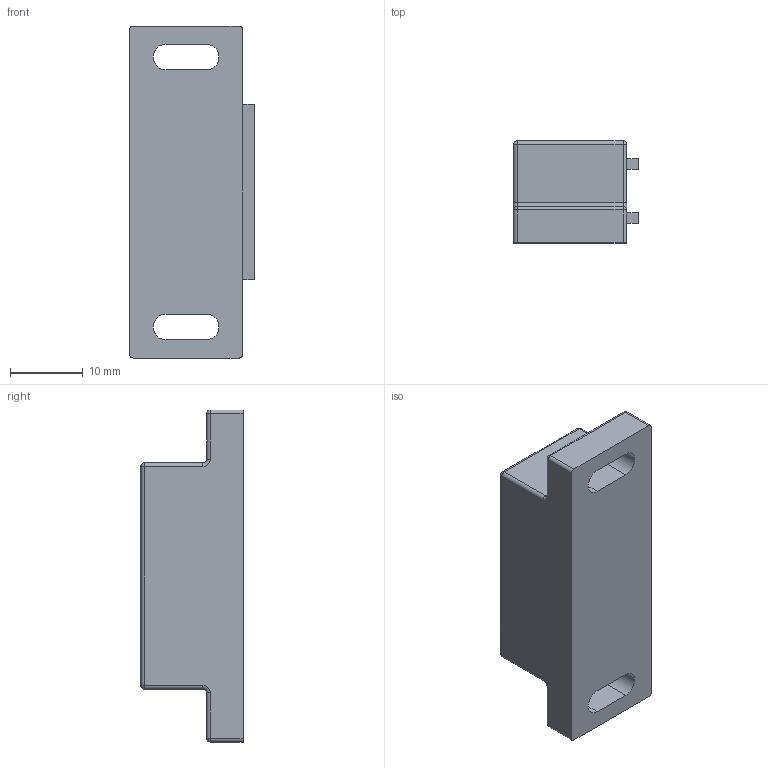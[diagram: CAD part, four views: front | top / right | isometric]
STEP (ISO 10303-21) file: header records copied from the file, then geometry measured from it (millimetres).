
FILE_DESCRIPTION (( 'STEP AP214' ), '1' );
FILE_NAME ('F002147,F002148,F002149 (1)_3D.step', '2022-11-21T18:11:20', ( '' ), ( '' ), 'SwSTEP 2.0', 'SolidWorks 2020', '' );
FILE_SCHEMA (( 'AUTOMOTIVE_DESIGN' ));
Length unit declared in the file: millimetre
Products named in the file (1): F002147,F002148,F002149 (1)_3D
Bounding box: 17.1 x 14 x 45.5 mm (x, y, z)
Volume: 7660.2 mm3; surface area: 3073 mm2
Topology: 1 solids, 1 shells, 60 faces, 144 edges, 80 vertices
Faces by surface type: plane 24, cylinder 24, sphere 8, torus 4
Entity records: 1698 total; most frequent: DIRECTION 310, CARTESIAN_POINT 277, ORIENTED_EDGE 272, EDGE_CURVE 136, AXIS2_PLACEMENT_3D 113, LINE 84, VECTOR 84, VERTEX_POINT 80
